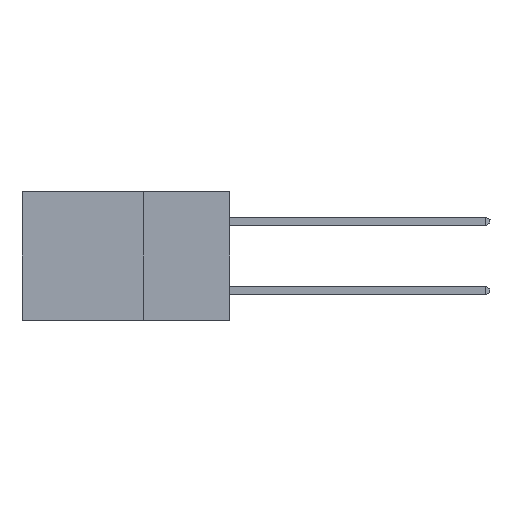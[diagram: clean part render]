
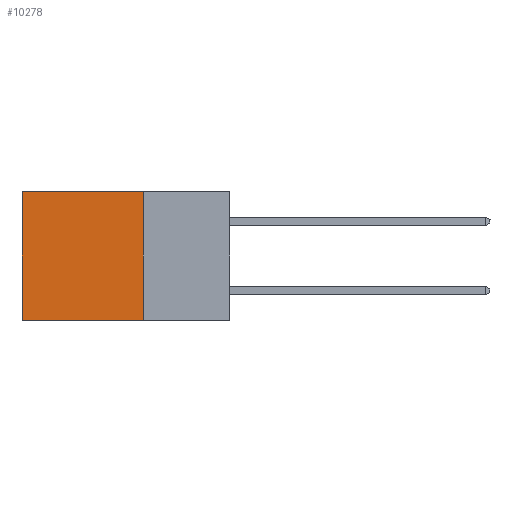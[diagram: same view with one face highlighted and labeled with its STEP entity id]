
A CAD part, left-side view. The second image highlights one B-rep face of the part: STEP entity #10278.
In plain terms, the highlighted planar face has unit normal (-1, 0, 0).
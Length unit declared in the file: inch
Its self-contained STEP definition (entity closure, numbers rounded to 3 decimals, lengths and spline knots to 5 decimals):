
#304 = ORIENTED_EDGE ( 'NONE', *, *, #3795, .T. ) ;
#383 = LINE ( 'NONE', #15172, #808 ) ;
#806 = LINE ( 'NONE', #8438, #4494 ) ;
#808 = VECTOR ( 'NONE', #8378, 39.37008 ) ;
#884 = CARTESIAN_POINT ( 'NONE',  ( 0.298, 0.6, -0.37 ) ) ;
#1048 = VECTOR ( 'NONE', #1340, 39.37008 ) ;
#1340 = DIRECTION ( 'NONE',  ( 0., 0., -1. ) ) ;
#1438 = CARTESIAN_POINT ( 'NONE',  ( 0.298, 0.6, 0. ) ) ;
#1652 = EDGE_CURVE ( 'NONE', #8061, #4429, #9794, .T. ) ;
#1747 = CARTESIAN_POINT ( 'NONE',  ( 0.298, 0.25, 0. ) ) ;
#3795 = EDGE_CURVE ( 'NONE', #8061, #15416, #806, .T. ) ;
#4429 = VERTEX_POINT ( 'NONE', #7571 ) ;
#4494 = VECTOR ( 'NONE', #11173, 39.37008 ) ;
#5097 = ORIENTED_EDGE ( 'NONE', *, *, #1652, .F. ) ;
#6226 = AXIS2_PLACEMENT_3D ( 'NONE', #12004, #7889, #7952 ) ;
#7451 = EDGE_CURVE ( 'NONE', #15416, #11902, #11346, .T. ) ;
#7571 = CARTESIAN_POINT ( 'NONE',  ( 0.298, 0.25, -0.37 ) ) ;
#7889 = DIRECTION ( 'NONE',  ( 1., 0., 0. ) ) ;
#7952 = DIRECTION ( 'NONE',  ( 0., 0., -1. ) ) ;
#8011 = PLANE ( 'NONE',  #6226 ) ;
#8061 = VERTEX_POINT ( 'NONE', #1747 ) ;
#8121 = ORIENTED_EDGE ( 'NONE', *, *, #7451, .T. ) ;
#8378 = DIRECTION ( 'NONE',  ( 0., 1., 0. ) ) ;
#8438 = CARTESIAN_POINT ( 'NONE',  ( 0.298, 0.25, 0. ) ) ;
#9794 = LINE ( 'NONE', #12317, #1048 ) ;
#10278 = ADVANCED_FACE ( 'NONE', ( #10919 ), #8011, .F. ) ;
#10917 = DIRECTION ( 'NONE',  ( 0., 0., -1. ) ) ;
#10919 = FACE_OUTER_BOUND ( 'NONE', #15923, .T. ) ;
#11173 = DIRECTION ( 'NONE',  ( 0., 1., 0. ) ) ;
#11346 = LINE ( 'NONE', #1438, #16694 ) ;
#11902 = VERTEX_POINT ( 'NONE', #884 ) ;
#12004 = CARTESIAN_POINT ( 'NONE',  ( 0.298, 0.25, 0. ) ) ;
#12317 = CARTESIAN_POINT ( 'NONE',  ( 0.298, 0.25, 0. ) ) ;
#13228 = CARTESIAN_POINT ( 'NONE',  ( 0.298, 0.6, 0. ) ) ;
#15172 = CARTESIAN_POINT ( 'NONE',  ( 0.298, 0.25, -0.37 ) ) ;
#15416 = VERTEX_POINT ( 'NONE', #13228 ) ;
#15555 = EDGE_CURVE ( 'NONE', #4429, #11902, #383, .T. ) ;
#15923 = EDGE_LOOP ( 'NONE', ( #8121, #16492, #5097, #304 ) ) ;
#16492 = ORIENTED_EDGE ( 'NONE', *, *, #15555, .F. ) ;
#16694 = VECTOR ( 'NONE', #10917, 39.37008 ) ;
